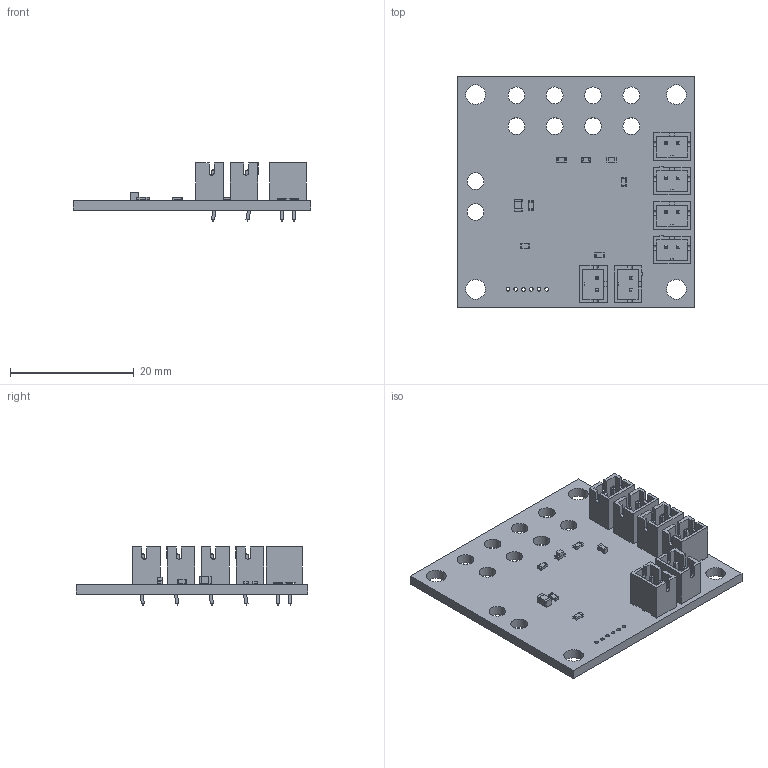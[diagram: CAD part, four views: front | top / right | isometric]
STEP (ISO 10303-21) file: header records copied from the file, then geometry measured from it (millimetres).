
FILE_DESCRIPTION(('KiCad electronic assembly'),'2;1');
FILE_NAME('universal_power_board_v1.1.step','2020-07-05T22:06:01',( 'An Author'),('A Company'),'Open CASCADE STEP processor 6.9', 'KiCad to STEP converter','Unknown');
FILE_SCHEMA(('AUTOMOTIVE_DESIGN { 1 0 10303 214 1 1 1 1 }'));
Length unit declared in the file: millimetre
Products named in the file (12): Open CASCADE STEP translator 6.9 1; JST_PH_B2B-PH-K_1x02_P2.00mm_Vertical; SOLID; L_0805_2012Metric; R_0603_1608Metric; LED_0603_1608Metric; L_0603_1608Metric; COMPOUND
Assembly tree (20 placements, depth 3):
  Open CASCADE STEP translator 6.9 1
    JST_PH_B2B-PH-K_1x02_P2.00mm_Vertical  x6
      SOLID
    L_0805_2012Metric
      SOLID
    R_0603_1608Metric  x5
      SOLID
    LED_0603_1608Metric
      SOLID
    L_0603_1608Metric
      SOLID
    COMPOUND
Bounding box: 38.5 x 37.5 x 9.4 mm (x, y, z)
Volume: 2674.3 mm3; surface area: 4875.9 mm2
Topology: 15 solids, 15 shells, 832 faces, 2261 edges, 1482 vertices
Faces by surface type: plane 716, cylinder 116
Full cylindrical faces by diameter (mm): 0.6 x6, 0.75 x12, 2.7 x10, 3.2 x4
Entity records: 19544 total; most frequent: CARTESIAN_POINT 3123, DIRECTION 2802, LINE 1831, VECTOR 1831, ORIENTED_EDGE 1418, PCURVE 1418, DEFINITIONAL_REPRESENTATION 1418, EDGE_CURVE 709
